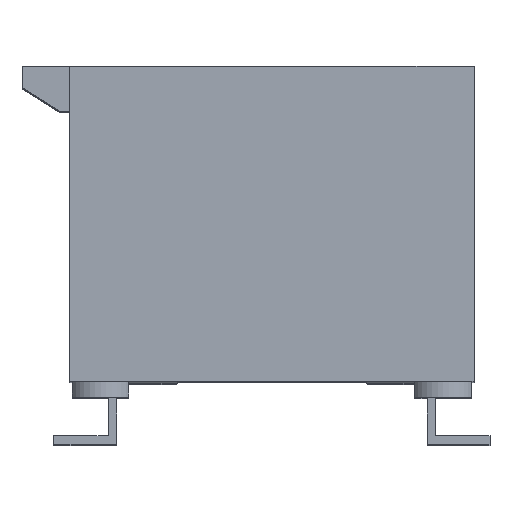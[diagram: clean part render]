
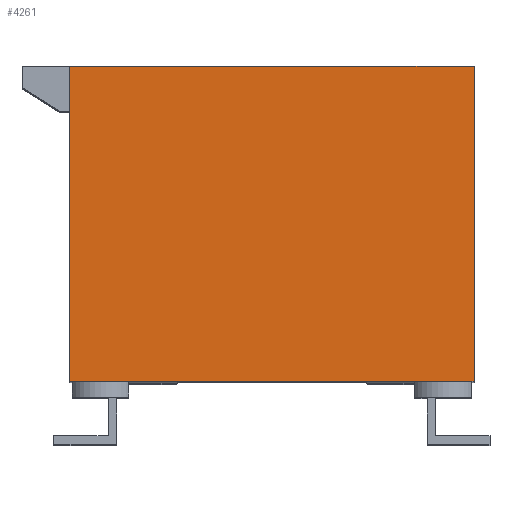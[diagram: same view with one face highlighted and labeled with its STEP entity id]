
A CAD part, top view. The second image highlights one B-rep face of the part: STEP entity #4261.
In plain terms, the highlighted planar face has unit normal (0, 0, 1).
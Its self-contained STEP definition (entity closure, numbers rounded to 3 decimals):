
#1610 = CARTESIAN_POINT ( 'NONE',  ( 4.763, 0., 0. ) ) ;
#2373 = ORIENTED_EDGE ( 'NONE', *, *, #26529, .T. ) ;
#2697 = LINE ( 'NONE', #26545, #10650 ) ;
#2821 = VERTEX_POINT ( 'NONE', #1610 ) ;
#3387 = ORIENTED_EDGE ( 'NONE', *, *, #32032, .T. ) ;
#3544 = DIRECTION ( 'NONE',  ( 1., 0., 0. ) ) ;
#3736 = VERTEX_POINT ( 'NONE', #32397 ) ;
#4261 = ADVANCED_FACE ( 'NONE', ( #10226 ), #8439, .F. ) ;
#4687 = LINE ( 'NONE', #30615, #22299 ) ;
#5334 = AXIS2_PLACEMENT_3D ( 'NONE', #16160, #5488, #32087 ) ;
#5488 = DIRECTION ( 'NONE',  ( 0., 0., -1. ) ) ;
#6488 = EDGE_LOOP ( 'NONE', ( #3387, #25470, #33354, #2373, #24896, #22213 ) ) ;
#6686 = VERTEX_POINT ( 'NONE', #27893 ) ;
#7594 = DIRECTION ( 'NONE',  ( -1., 0., 0. ) ) ;
#8439 = PLANE ( 'NONE',  #5334 ) ;
#8642 = CARTESIAN_POINT ( 'NONE',  ( -4.407, 0., 0. ) ) ;
#9863 = EDGE_CURVE ( 'NONE', #19383, #6686, #20350, .T. ) ;
#10030 = CARTESIAN_POINT ( 'NONE',  ( -4.407, 0., 0. ) ) ;
#10058 = DIRECTION ( 'NONE',  ( 0., -1., 0. ) ) ;
#10226 = FACE_OUTER_BOUND ( 'NONE', #6488, .T. ) ;
#10650 = VECTOR ( 'NONE', #10682, 1000. ) ;
#10682 = DIRECTION ( 'NONE',  ( 0., 1., 0. ) ) ;
#11112 = VECTOR ( 'NONE', #20704, 1000. ) ;
#12976 = VERTEX_POINT ( 'NONE', #23137 ) ;
#13843 = EDGE_CURVE ( 'NONE', #20307, #2821, #32112, .T. ) ;
#15319 = EDGE_CURVE ( 'NONE', #12976, #19383, #4687, .T. ) ;
#16160 = CARTESIAN_POINT ( 'NONE',  ( -4.889, 0., 0. ) ) ;
#18741 = LINE ( 'NONE', #23470, #30485 ) ;
#19383 = VERTEX_POINT ( 'NONE', #23650 ) ;
#20307 = VERTEX_POINT ( 'NONE', #29229 ) ;
#20350 = LINE ( 'NONE', #10030, #11112 ) ;
#20704 = DIRECTION ( 'NONE',  ( 1., 0., 0. ) ) ;
#21611 = VECTOR ( 'NONE', #27282, 1000. ) ;
#21849 = LINE ( 'NONE', #32764, #33212 ) ;
#22213 = ORIENTED_EDGE ( 'NONE', *, *, #34012, .T. ) ;
#22299 = VECTOR ( 'NONE', #10058, 1000. ) ;
#23137 = CARTESIAN_POINT ( 'NONE',  ( -4.89, 7.518, 0. ) ) ;
#23470 = CARTESIAN_POINT ( 'NONE',  ( 4.763, 7.518, 0. ) ) ;
#23650 = CARTESIAN_POINT ( 'NONE',  ( -4.889, 0., 0. ) ) ;
#24896 = ORIENTED_EDGE ( 'NONE', *, *, #13843, .T. ) ;
#25470 = ORIENTED_EDGE ( 'NONE', *, *, #15319, .T. ) ;
#26529 = EDGE_CURVE ( 'NONE', #6686, #20307, #21849, .T. ) ;
#26545 = CARTESIAN_POINT ( 'NONE',  ( 4.763, 0., 0. ) ) ;
#27282 = DIRECTION ( 'NONE',  ( 1., 0., 0. ) ) ;
#27893 = CARTESIAN_POINT ( 'NONE',  ( -4.153, 0., 0. ) ) ;
#29229 = CARTESIAN_POINT ( 'NONE',  ( 4.026, 0., 0. ) ) ;
#30485 = VECTOR ( 'NONE', #7594, 1000. ) ;
#30615 = CARTESIAN_POINT ( 'NONE',  ( -4.889, 0., 0. ) ) ;
#32032 = EDGE_CURVE ( 'NONE', #3736, #12976, #18741, .T. ) ;
#32087 = DIRECTION ( 'NONE',  ( -1., 0., 0. ) ) ;
#32112 = LINE ( 'NONE', #8642, #21611 ) ;
#32397 = CARTESIAN_POINT ( 'NONE',  ( 4.763, 7.518, 0. ) ) ;
#32764 = CARTESIAN_POINT ( 'NONE',  ( -4.407, 0., 0. ) ) ;
#33212 = VECTOR ( 'NONE', #3544, 1000. ) ;
#33354 = ORIENTED_EDGE ( 'NONE', *, *, #9863, .T. ) ;
#34012 = EDGE_CURVE ( 'NONE', #2821, #3736, #2697, .T. ) ;
